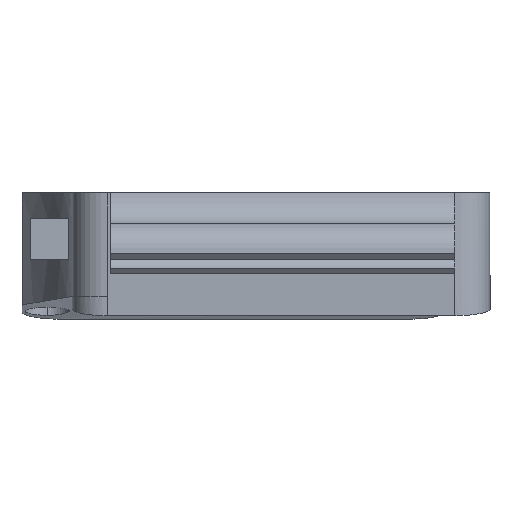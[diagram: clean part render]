
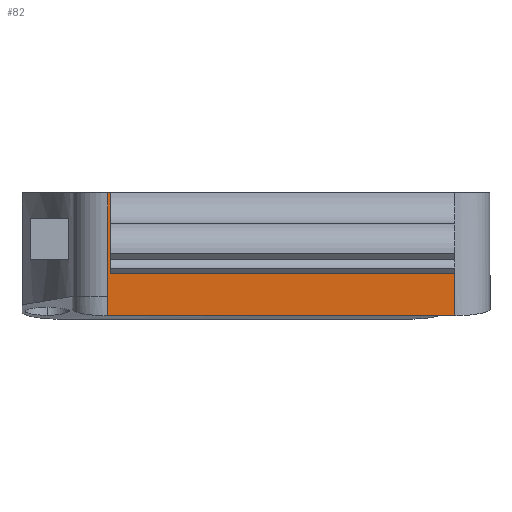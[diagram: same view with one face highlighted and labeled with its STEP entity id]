
A CAD part, left-side view. The second image highlights one B-rep face of the part: STEP entity #82.
In plain terms, the highlighted planar face has unit normal (-1, 0, 0).
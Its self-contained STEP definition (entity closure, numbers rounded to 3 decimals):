
#15 = ORIENTED_EDGE ( 'NONE', *, *, #2628, .F. ) ;
#23 = CARTESIAN_POINT ( 'NONE',  ( -19.5, 15., 8.5 ) ) ;
#29 = VECTOR ( 'NONE', #1989, 1000. ) ;
#34 = VECTOR ( 'NONE', #2166, 1000. ) ;
#46 = ORIENTED_EDGE ( 'NONE', *, *, #2222, .T. ) ;
#82 = ADVANCED_FACE ( 'NONE', ( #2231 ), #183, .F. ) ;
#94 = CARTESIAN_POINT ( 'NONE',  ( -19.5, 14.7, 0.48 ) ) ;
#113 = ORIENTED_EDGE ( 'NONE', *, *, #1128, .T. ) ;
#127 = EDGE_CURVE ( 'NONE', #3091, #347, #679, .T. ) ;
#137 = CARTESIAN_POINT ( 'NONE',  ( -19.5, 15., 8.5 ) ) ;
#167 = AXIS2_PLACEMENT_3D ( 'NONE', #3010, #2213, #938 ) ;
#183 = PLANE ( 'NONE',  #167 ) ;
#263 = LINE ( 'NONE', #1957, #29 ) ;
#317 = ORIENTED_EDGE ( 'NONE', *, *, #1914, .F. ) ;
#347 = VERTEX_POINT ( 'NONE', #2122 ) ;
#397 = LINE ( 'NONE', #908, #499 ) ;
#435 = DIRECTION ( 'NONE',  ( 0., 1., 0. ) ) ;
#499 = VECTOR ( 'NONE', #2969, 1000. ) ;
#667 = VECTOR ( 'NONE', #1843, 1000. ) ;
#679 = LINE ( 'NONE', #707, #2236 ) ;
#690 = CARTESIAN_POINT ( 'NONE',  ( -19.5, 15., -1.8 ) ) ;
#707 = CARTESIAN_POINT ( 'NONE',  ( -19.5, 14.7, 8.5 ) ) ;
#756 = EDGE_CURVE ( 'NONE', #1449, #1066, #2708, .T. ) ;
#901 = VERTEX_POINT ( 'NONE', #23 ) ;
#908 = CARTESIAN_POINT ( 'NONE',  ( -19.5, 15., 8.5 ) ) ;
#938 = DIRECTION ( 'NONE',  ( 0., 1., 0. ) ) ;
#995 = VECTOR ( 'NONE', #435, 1000. ) ;
#1066 = VERTEX_POINT ( 'NONE', #2703 ) ;
#1080 = ORIENTED_EDGE ( 'NONE', *, *, #756, .F. ) ;
#1128 = EDGE_CURVE ( 'NONE', #901, #2006, #397, .T. ) ;
#1140 = VECTOR ( 'NONE', #2897, 1000. ) ;
#1449 = VERTEX_POINT ( 'NONE', #2081 ) ;
#1567 = CARTESIAN_POINT ( 'NONE',  ( -19.5, -19.5, 8.5 ) ) ;
#1843 = DIRECTION ( 'NONE',  ( 0., 0., 1. ) ) ;
#1878 = CARTESIAN_POINT ( 'NONE',  ( -19.5, 15., 0.48 ) ) ;
#1914 = EDGE_CURVE ( 'NONE', #901, #347, #263, .T. ) ;
#1957 = CARTESIAN_POINT ( 'NONE',  ( -19.5, 15., 8.5 ) ) ;
#1989 = DIRECTION ( 'NONE',  ( 0., -1., 0. ) ) ;
#2006 = VERTEX_POINT ( 'NONE', #690 ) ;
#2073 = LINE ( 'NONE', #1567, #667 ) ;
#2081 = CARTESIAN_POINT ( 'NONE',  ( -19.5, -19.5, -3.7 ) ) ;
#2122 = CARTESIAN_POINT ( 'NONE',  ( -19.5, 14.7, 8.5 ) ) ;
#2166 = DIRECTION ( 'NONE',  ( 0., 0., -1. ) ) ;
#2213 = DIRECTION ( 'NONE',  ( 1., 0., 0. ) ) ;
#2222 = EDGE_CURVE ( 'NONE', #2006, #1066, #2418, .T. ) ;
#2231 = FACE_OUTER_BOUND ( 'NONE', #2545, .T. ) ;
#2236 = VECTOR ( 'NONE', #2748, 1000. ) ;
#2243 = ORIENTED_EDGE ( 'NONE', *, *, #2736, .T. ) ;
#2418 = LINE ( 'NONE', #137, #34 ) ;
#2545 = EDGE_LOOP ( 'NONE', ( #2243, #15, #2653, #317, #113, #46, #1080 ) ) ;
#2628 = EDGE_CURVE ( 'NONE', #3091, #2957, #3196, .T. ) ;
#2653 = ORIENTED_EDGE ( 'NONE', *, *, #127, .T. ) ;
#2677 = CARTESIAN_POINT ( 'NONE',  ( -19.5, -19.5, 0.48 ) ) ;
#2703 = CARTESIAN_POINT ( 'NONE',  ( -19.5, 15., -3.7 ) ) ;
#2708 = LINE ( 'NONE', #3001, #995 ) ;
#2736 = EDGE_CURVE ( 'NONE', #1449, #2957, #2073, .T. ) ;
#2748 = DIRECTION ( 'NONE',  ( 0., 0., 1. ) ) ;
#2897 = DIRECTION ( 'NONE',  ( 0., -1., 0. ) ) ;
#2957 = VERTEX_POINT ( 'NONE', #2677 ) ;
#2969 = DIRECTION ( 'NONE',  ( 0., 0., -1. ) ) ;
#3001 = CARTESIAN_POINT ( 'NONE',  ( -19.5, -38.128, -3.7 ) ) ;
#3010 = CARTESIAN_POINT ( 'NONE',  ( -19.5, 15., 8.5 ) ) ;
#3091 = VERTEX_POINT ( 'NONE', #94 ) ;
#3196 = LINE ( 'NONE', #1878, #1140 ) ;
